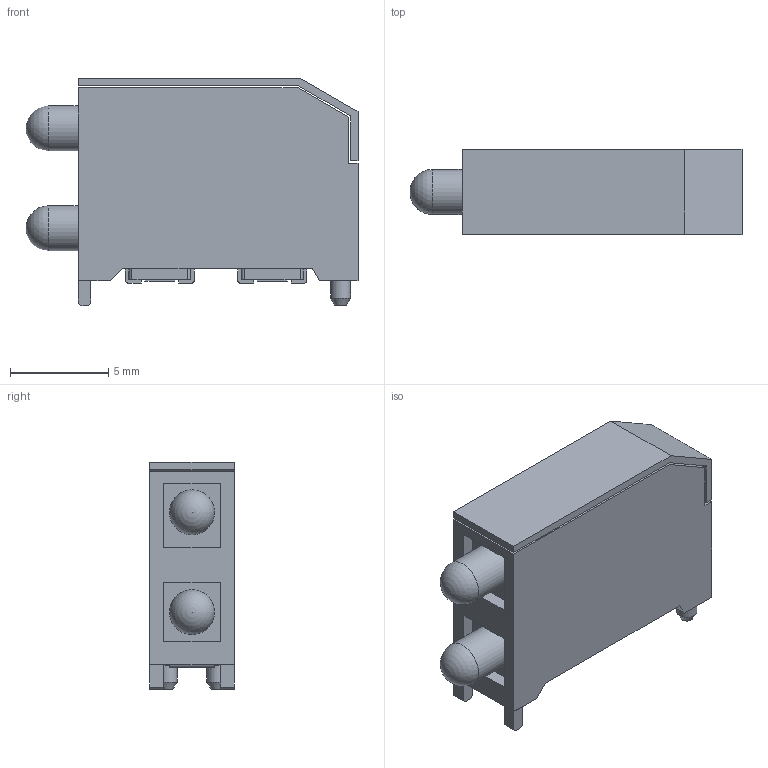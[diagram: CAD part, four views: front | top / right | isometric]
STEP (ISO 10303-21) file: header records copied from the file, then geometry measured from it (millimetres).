
FILE_DESCRIPTION(/* description */ (''),/* implementation_level */ '2;1');
FILE_NAME(/* name */ 'LED_DIALIGHT_592-2023-3xxF.stp',/* time_stamp */ '2015-07-27T17:01:05+02:00',/* author */ ('bcivel'),/* organization */ (''),/* preprocessor_version */ 'ST-DEVELOPER v15.5',/* originating_system */ 'AutoCAD Mechanical',/* authorisation */ '');
FILE_SCHEMA (('AUTOMOTIVE_DESIGN { 1 0 10303 214 3 1 1 }'));
Length unit declared in the file: millimetre
Products named in the file (1): Product
Bounding box: 16.89 x 4.32 x 11.56 mm (x, y, z)
Volume: 620.9 mm3; surface area: 822.5 mm2
Topology: 16 solids, 16 shells, 133 faces, 299 edges, 198 vertices
Faces by surface type: plane 111, cylinder 18, cone 2, sphere 2
Full cylindrical faces by diameter (mm): 0.889 x2, 1.016 x2, 2.286 x2
Entity records: 3637 total; most frequent: CARTESIAN_POINT 617, DIRECTION 593, ORIENTED_EDGE 574, EDGE_CURVE 287, LINE 249, VECTOR 249, VERTEX_POINT 196, AXIS2_PLACEMENT_3D 172
